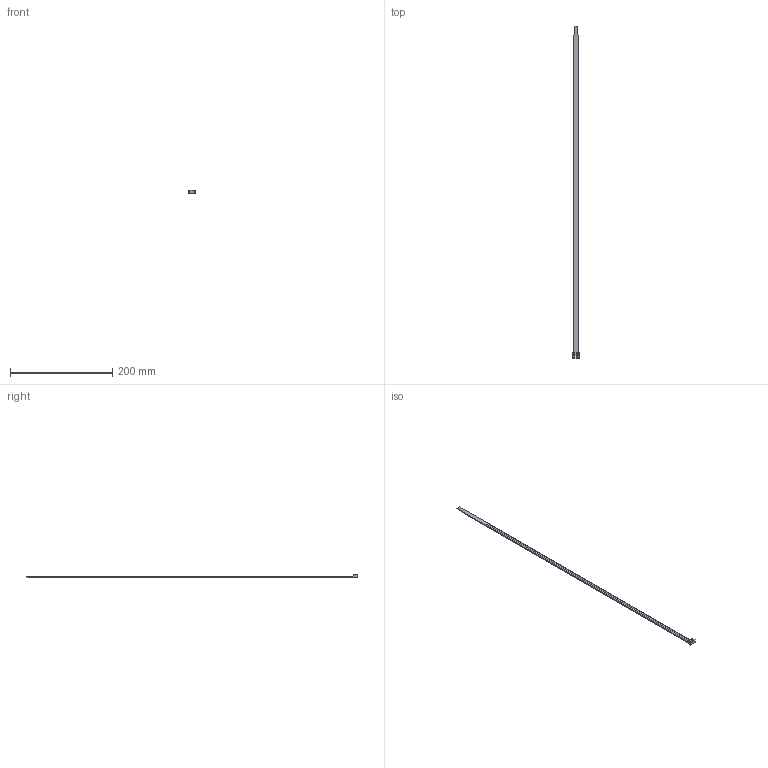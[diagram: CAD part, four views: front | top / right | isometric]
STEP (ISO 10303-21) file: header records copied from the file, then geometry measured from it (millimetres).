
FILE_DESCRIPTION (( 'STEP AP214' ), '1' );
FILE_NAME ('278260 OptiKit CT-X-N-8,8õ650.STEP', '2020-05-25T10:39:40', ( '' ), ( '' ), 'SwSTEP 2.0', 'SolidWorks 2018', '' );
FILE_SCHEMA (( 'AUTOMOTIVE_DESIGN' ));
Length unit declared in the file: millimetre
Products named in the file (1): 278260 OptiKit CT-X-N-8,8õ650
Bounding box: 12.4 x 650 x 6 mm (x, y, z)
Volume: 8692.6 mm3; surface area: 15525.6 mm2
Topology: 1 solids, 1 shells, 2263 faces, 6776 edges, 4516 vertices
Faces by surface type: plane 2263
Entity records: 74616 total; most frequent: CARTESIAN_POINT 13556, ORIENTED_EDGE 13552, DIRECTION 11304, LINE 6776, VECTOR 6776, EDGE_CURVE 6776, VERTEX_POINT 4516, EDGE_LOOP 2266
